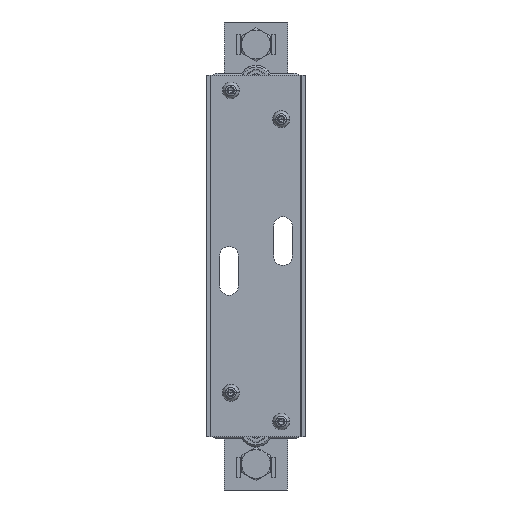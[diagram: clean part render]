
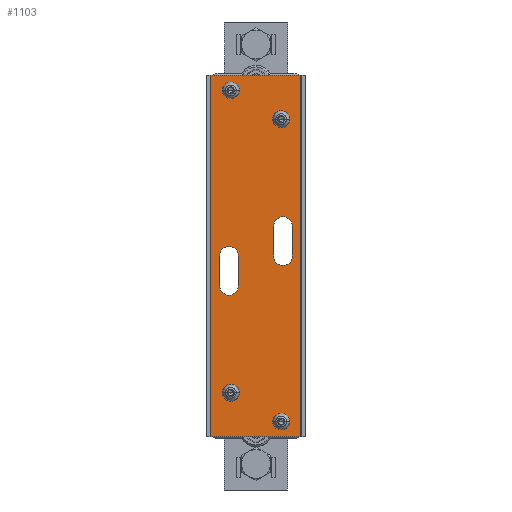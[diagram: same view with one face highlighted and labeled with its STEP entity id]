
A CAD part, front view. The second image highlights one B-rep face of the part: STEP entity #1103.
In plain terms, the highlighted planar face has unit normal (0, -1, 0).
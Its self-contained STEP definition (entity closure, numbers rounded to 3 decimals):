
#252=DIRECTION('',(0.,0.,1.));
#253=VECTOR('',#252,201.);
#254=CARTESIAN_POINT('',(-25.,0.,-100.5));
#255=LINE('',#254,#253);
#266=DIRECTION('',(0.,0.,1.));
#267=VECTOR('',#266,201.);
#268=CARTESIAN_POINT('',(25.,0.,-100.5));
#269=LINE('',#268,#267);
#273=CARTESIAN_POINT('',(-15.,0.,0.));
#274=DIRECTION('',(0.,1.,0.));
#275=DIRECTION('',(-1.,0.,0.));
#276=AXIS2_PLACEMENT_3D('',#273,#274,#275);
#281=DIRECTION('',(0.,0.,1.));
#282=VECTOR('',#281,16.5);
#283=CARTESIAN_POINT('',(-20.25,0.,-16.5));
#284=LINE('',#283,#282);
#288=CARTESIAN_POINT('',(-15.,0.,-16.5));
#289=DIRECTION('',(0.,1.,0.));
#290=DIRECTION('',(1.,0.,0.));
#291=AXIS2_PLACEMENT_3D('',#288,#289,#290);
#296=DIRECTION('',(0.,0.,-1.));
#297=VECTOR('',#296,16.5);
#298=CARTESIAN_POINT('',(-9.75,0.,0.));
#299=LINE('',#298,#297);
#303=CARTESIAN_POINT('',(15.,0.,16.5));
#304=DIRECTION('',(0.,1.,0.));
#305=DIRECTION('',(-1.,0.,0.));
#306=AXIS2_PLACEMENT_3D('',#303,#304,#305);
#311=DIRECTION('',(0.,0.,1.));
#312=VECTOR('',#311,16.5);
#313=CARTESIAN_POINT('',(9.75,0.,0.));
#314=LINE('',#313,#312);
#318=CARTESIAN_POINT('',(15.,0.,0.));
#319=DIRECTION('',(0.,1.,0.));
#320=DIRECTION('',(1.,0.,0.));
#321=AXIS2_PLACEMENT_3D('',#318,#319,#320);
#326=DIRECTION('',(0.,0.,-1.));
#327=VECTOR('',#326,16.5);
#328=CARTESIAN_POINT('',(20.25,0.,16.5));
#329=LINE('',#328,#327);
#333=CARTESIAN_POINT('',(-14.,0.,-76.));
#334=DIRECTION('',(0.,1.,0.));
#335=DIRECTION('',(1.,0.,0.));
#336=AXIS2_PLACEMENT_3D('',#333,#334,#335);
#341=CARTESIAN_POINT('',(-14.,0.,-76.));
#342=DIRECTION('',(0.,1.,0.));
#343=DIRECTION('',(-1.,0.,0.));
#344=AXIS2_PLACEMENT_3D('',#341,#342,#343);
#349=CARTESIAN_POINT('',(14.,0.,-92.));
#350=DIRECTION('',(0.,1.,0.));
#351=DIRECTION('',(1.,0.,0.));
#352=AXIS2_PLACEMENT_3D('',#349,#350,#351);
#357=CARTESIAN_POINT('',(14.,0.,-92.));
#358=DIRECTION('',(0.,1.,0.));
#359=DIRECTION('',(-1.,0.,0.));
#360=AXIS2_PLACEMENT_3D('',#357,#358,#359);
#365=CARTESIAN_POINT('',(-14.,0.,92.));
#366=DIRECTION('',(0.,1.,0.));
#367=DIRECTION('',(1.,0.,0.));
#368=AXIS2_PLACEMENT_3D('',#365,#366,#367);
#373=CARTESIAN_POINT('',(-14.,0.,92.));
#374=DIRECTION('',(0.,1.,0.));
#375=DIRECTION('',(-1.,0.,0.));
#376=AXIS2_PLACEMENT_3D('',#373,#374,#375);
#381=CARTESIAN_POINT('',(14.,0.,76.));
#382=DIRECTION('',(0.,1.,0.));
#383=DIRECTION('',(1.,0.,0.));
#384=AXIS2_PLACEMENT_3D('',#381,#382,#383);
#389=CARTESIAN_POINT('',(14.,0.,76.));
#390=DIRECTION('',(0.,1.,0.));
#391=DIRECTION('',(-1.,0.,0.));
#392=AXIS2_PLACEMENT_3D('',#389,#390,#391);
#411=DIRECTION('',(-1.,0.,0.));
#412=VECTOR('',#411,50.);
#413=CARTESIAN_POINT('',(25.,0.,-100.5));
#414=LINE('',#413,#412);
#686=DIRECTION('',(-1.,0.,0.));
#687=VECTOR('',#686,50.);
#688=CARTESIAN_POINT('',(25.,0.,100.5));
#689=LINE('',#688,#687);
#853=CARTESIAN_POINT('',(25.,0.,-100.5));
#854=VERTEX_POINT('',#853);
#855=CARTESIAN_POINT('',(25.,0.,100.5));
#856=VERTEX_POINT('',#855);
#857=CARTESIAN_POINT('',(-25.,0.,-100.5));
#858=VERTEX_POINT('',#857);
#859=CARTESIAN_POINT('',(-25.,0.,100.5));
#860=VERTEX_POINT('',#859);
#861=CARTESIAN_POINT('',(-11.25,0.,-76.));
#862=CARTESIAN_POINT('',(-16.75,0.,-76.));
#863=VERTEX_POINT('',#861);
#864=VERTEX_POINT('',#862);
#865=CARTESIAN_POINT('',(16.75,0.,-92.));
#866=CARTESIAN_POINT('',(11.25,0.,-92.));
#867=VERTEX_POINT('',#865);
#868=VERTEX_POINT('',#866);
#869=CARTESIAN_POINT('',(-11.25,0.,92.));
#870=CARTESIAN_POINT('',(-16.75,0.,92.));
#871=VERTEX_POINT('',#869);
#872=VERTEX_POINT('',#870);
#873=CARTESIAN_POINT('',(16.75,0.,76.));
#874=CARTESIAN_POINT('',(11.25,0.,76.));
#875=VERTEX_POINT('',#873);
#876=VERTEX_POINT('',#874);
#901=CARTESIAN_POINT('',(-20.25,0.,0.));
#902=CARTESIAN_POINT('',(-9.75,0.,0.));
#903=VERTEX_POINT('',#901);
#904=VERTEX_POINT('',#902);
#905=CARTESIAN_POINT('',(-9.75,0.,-16.5));
#906=VERTEX_POINT('',#905);
#907=CARTESIAN_POINT('',(-20.25,0.,-16.5));
#908=VERTEX_POINT('',#907);
#909=CARTESIAN_POINT('',(9.75,0.,16.5));
#910=CARTESIAN_POINT('',(20.25,0.,16.5));
#911=VERTEX_POINT('',#909);
#912=VERTEX_POINT('',#910);
#913=CARTESIAN_POINT('',(20.25,0.,0.));
#914=VERTEX_POINT('',#913);
#915=CARTESIAN_POINT('',(9.75,0.,0.));
#916=VERTEX_POINT('',#915);
#1045=CARTESIAN_POINT('',(25.,0.,-100.5));
#1046=DIRECTION('',(0.,1.,0.));
#1047=DIRECTION('',(-1.,0.,0.));
#1048=AXIS2_PLACEMENT_3D('',#1045,#1046,#1047);
#1049=PLANE('',#1048);
#1051=ORIENTED_EDGE('',*,*,#1050,.T.);
#1052=ORIENTED_EDGE('',*,*,#1028,.T.);
#1054=ORIENTED_EDGE('',*,*,#1053,.F.);
#1056=ORIENTED_EDGE('',*,*,#1055,.F.);
#1057=EDGE_LOOP('',(#1051,#1052,#1054,#1056));
#1058=FACE_OUTER_BOUND('',#1057,.F.);
#1060=ORIENTED_EDGE('',*,*,#1059,.F.);
#1062=ORIENTED_EDGE('',*,*,#1061,.F.);
#1064=ORIENTED_EDGE('',*,*,#1063,.F.);
#1066=ORIENTED_EDGE('',*,*,#1065,.F.);
#1067=EDGE_LOOP('',(#1060,#1062,#1064,#1066));
#1068=FACE_BOUND('',#1067,.F.);
#1070=ORIENTED_EDGE('',*,*,#1069,.F.);
#1072=ORIENTED_EDGE('',*,*,#1071,.F.);
#1074=ORIENTED_EDGE('',*,*,#1073,.F.);
#1076=ORIENTED_EDGE('',*,*,#1075,.F.);
#1077=EDGE_LOOP('',(#1070,#1072,#1074,#1076));
#1078=FACE_BOUND('',#1077,.F.);
#1080=ORIENTED_EDGE('',*,*,#1079,.F.);
#1082=ORIENTED_EDGE('',*,*,#1081,.F.);
#1083=EDGE_LOOP('',(#1080,#1082));
#1084=FACE_BOUND('',#1083,.F.);
#1086=ORIENTED_EDGE('',*,*,#1085,.F.);
#1088=ORIENTED_EDGE('',*,*,#1087,.F.);
#1089=EDGE_LOOP('',(#1086,#1088));
#1090=FACE_BOUND('',#1089,.F.);
#1092=ORIENTED_EDGE('',*,*,#1091,.F.);
#1094=ORIENTED_EDGE('',*,*,#1093,.F.);
#1095=EDGE_LOOP('',(#1092,#1094));
#1096=FACE_BOUND('',#1095,.F.);
#1098=ORIENTED_EDGE('',*,*,#1097,.F.);
#1100=ORIENTED_EDGE('',*,*,#1099,.F.);
#1101=EDGE_LOOP('',(#1098,#1100));
#1102=FACE_BOUND('',#1101,.F.);
#277=CIRCLE('',#276,5.25);
#292=CIRCLE('',#291,5.25);
#307=CIRCLE('',#306,5.25);
#322=CIRCLE('',#321,5.25);
#337=CIRCLE('',#336,2.75);
#345=CIRCLE('',#344,2.75);
#353=CIRCLE('',#352,2.75);
#361=CIRCLE('',#360,2.75);
#369=CIRCLE('',#368,2.75);
#377=CIRCLE('',#376,2.75);
#385=CIRCLE('',#384,2.75);
#393=CIRCLE('',#392,2.75);
#1028=EDGE_CURVE('',#858,#860,#255,.T.);
#1050=EDGE_CURVE('',#854,#858,#414,.T.);
#1053=EDGE_CURVE('',#856,#860,#689,.T.);
#1055=EDGE_CURVE('',#854,#856,#269,.T.);
#1059=EDGE_CURVE('',#903,#904,#277,.T.);
#1061=EDGE_CURVE('',#908,#903,#284,.T.);
#1063=EDGE_CURVE('',#906,#908,#292,.T.);
#1065=EDGE_CURVE('',#904,#906,#299,.T.);
#1069=EDGE_CURVE('',#911,#912,#307,.T.);
#1071=EDGE_CURVE('',#916,#911,#314,.T.);
#1073=EDGE_CURVE('',#914,#916,#322,.T.);
#1075=EDGE_CURVE('',#912,#914,#329,.T.);
#1079=EDGE_CURVE('',#863,#864,#337,.T.);
#1081=EDGE_CURVE('',#864,#863,#345,.T.);
#1085=EDGE_CURVE('',#867,#868,#353,.T.);
#1087=EDGE_CURVE('',#868,#867,#361,.T.);
#1091=EDGE_CURVE('',#871,#872,#369,.T.);
#1093=EDGE_CURVE('',#872,#871,#377,.T.);
#1097=EDGE_CURVE('',#875,#876,#385,.T.);
#1099=EDGE_CURVE('',#876,#875,#393,.T.);
#1103=ADVANCED_FACE('',(#1058,#1068,#1078,#1084,#1090,#1096,#1102),#1049,.F.);
